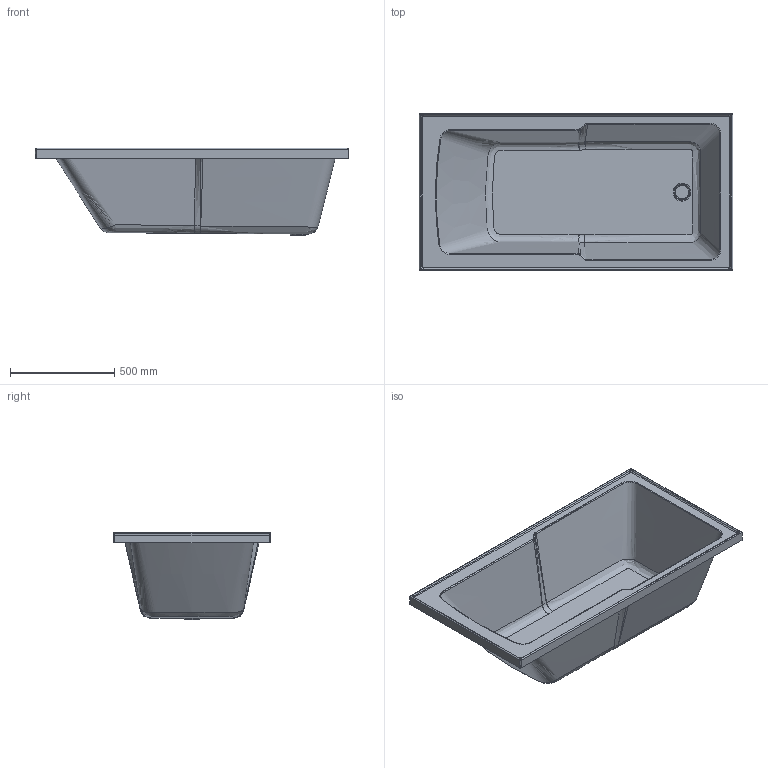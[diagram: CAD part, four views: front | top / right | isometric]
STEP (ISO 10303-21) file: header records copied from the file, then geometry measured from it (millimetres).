
FILE_DESCRIPTION(/* description */ (''),/* implementation_level */ '2;1');
FILE_NAME(/* name */ 'STEP - k30575_9508690',/* time_stamp */ '2024-10-18T13:34:55+11:00',/* author */ (''),/* organization */ (''),/* preprocessor_version */ 'ST-DEVELOPER v16.5',/* originating_system */ 'Rhino 7.37',/* authorisation */ '');
FILE_SCHEMA (('CONFIG_CONTROL_DESIGN'));
Length unit declared in the file: millimetre
Products named in the file (1): Document
Bounding box: 1500 x 750 x 418.62 mm (x, y, z)
Surface area: 4601863.5 mm2 (no closed solid volume)
Topology: 0 solids, 1 shells, 96 faces, 273 edges, 152 vertices
Faces by surface type: bspline 62, plane 19, cylinder 15
Entity records: 24200 total; most frequent: CARTESIAN_POINT 22617, ORIENTED_EDGE 482, EDGE_CURVE 266, B_SPLINE_CURVE_WITH_KNOTS 183, VERTEX_POINT 152, EDGE_LOOP 101, ADVANCED_FACE 96, FACE_OUTER_BOUND 96
